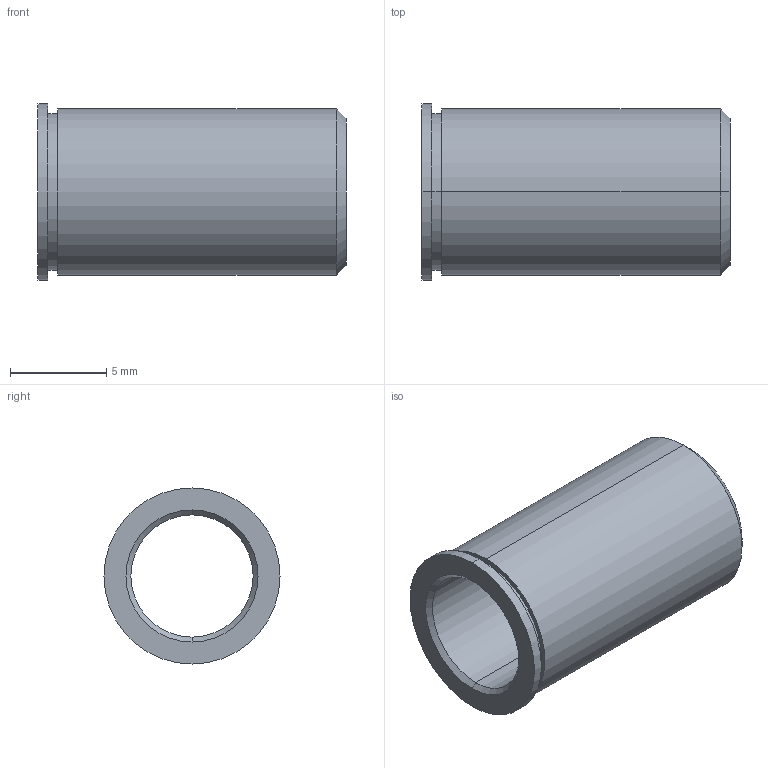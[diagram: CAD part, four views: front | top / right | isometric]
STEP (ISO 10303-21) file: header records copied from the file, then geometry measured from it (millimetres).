
FILE_DESCRIPTION (( 'STEP AP214' ), '1' );
FILE_NAME ('8546-E0W.step', '2007-11-09T08:12:30', ( ' ' ), ( ' ' ), 'SwSTEP 2.0', 'SolidWorks 2007', '' );
FILE_SCHEMA (( 'AUTOMOTIVE_DESIGN' ));
Length unit declared in the file: inch
Products named in the file (1): 8546-E0W
Bounding box: 16 x 9.14 x 9.14 mm (x, y, z)
Surface area: 820.6 mm2 (no closed solid volume)
Topology: 0 solids, 1 shells, 18 faces, 36 edges, 22 vertices
Faces by surface type: cylinder 8, cone 6, plane 4
Entity records: 726 total; most frequent: DIRECTION 96, CARTESIAN_POINT 77, ORIENTED_EDGE 72, AXIS2_PLACEMENT_3D 41, EDGE_CURVE 36, VERTEX_POINT 22, EDGE_LOOP 22, CIRCLE 22
